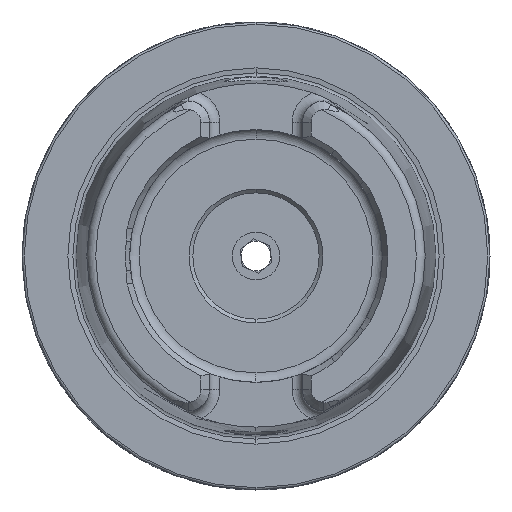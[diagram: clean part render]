
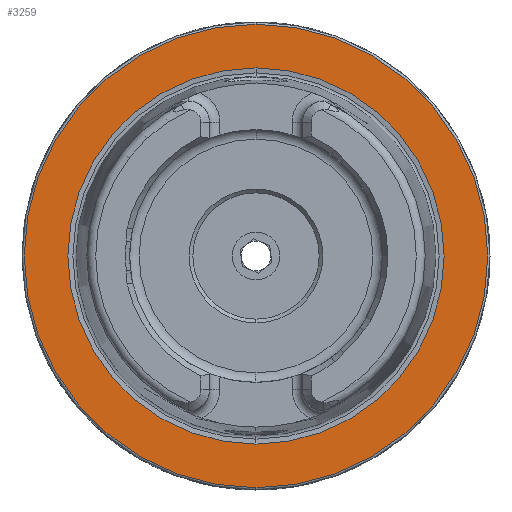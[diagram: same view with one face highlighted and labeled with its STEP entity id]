
A CAD part, left-side view. The second image highlights one B-rep face of the part: STEP entity #3259.
In plain terms, the highlighted planar face has unit normal (-1, 0, 0).
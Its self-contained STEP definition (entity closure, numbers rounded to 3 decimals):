
#460 = CIRCLE ( 'NONE', #463, 31.2 ) ;
#463 = AXIS2_PLACEMENT_3D ( 'NONE', #7028, #7029, #7030 ) ;
#1946 = EDGE_CURVE ( 'NONE', #5637, #5642, #2858, .T. ) ;
#2683 = EDGE_LOOP ( 'NONE', ( #8663, #8664 ) ) ;
#2684 = EDGE_LOOP ( 'NONE', ( #8661, #8662 ) ) ;
#2858 = CIRCLE ( 'NONE', #2865, 25.324 ) ;
#2865 = AXIS2_PLACEMENT_3D ( 'NONE', #4879, #4880, #4881 ) ;
#3259 = ADVANCED_FACE ( 'NONE', ( #6553, #6556 ), #6557, .F. ) ;
#4073 = EDGE_CURVE ( 'NONE', #5645, #5644, #4585, .T. ) ;
#4074 = EDGE_CURVE ( 'NONE', #5642, #5637, #4584, .T. ) ;
#4578 = AXIS2_PLACEMENT_3D ( 'NONE', #5354, #5355, #5356 ) ;
#4584 = CIRCLE ( 'NONE', #4587, 25.324 ) ;
#4585 = CIRCLE ( 'NONE', #4578, 31.2 ) ;
#4587 = AXIS2_PLACEMENT_3D ( 'NONE', #5357, #5358, #5359 ) ;
#4879 = CARTESIAN_POINT ( 'NONE',  ( 0., 0., 0. ) ) ;
#4880 = DIRECTION ( 'NONE',  ( -1., 0., 0. ) ) ;
#4881 = DIRECTION ( 'NONE',  ( 0., 0., 1. ) ) ;
#5354 = CARTESIAN_POINT ( 'NONE',  ( 0., 0., 0. ) ) ;
#5355 = DIRECTION ( 'NONE',  ( -1., 0., 0. ) ) ;
#5356 = DIRECTION ( 'NONE',  ( 0., 0., 1. ) ) ;
#5357 = CARTESIAN_POINT ( 'NONE',  ( 0., 0., 0. ) ) ;
#5358 = DIRECTION ( 'NONE',  ( -1., 0., 0. ) ) ;
#5359 = DIRECTION ( 'NONE',  ( 0., 0., 1. ) ) ;
#5516 = CARTESIAN_POINT ( 'NONE',  ( 0., 0., -25.324 ) ) ;
#5521 = CARTESIAN_POINT ( 'NONE',  ( 0., 0., 25.324 ) ) ;
#5523 = CARTESIAN_POINT ( 'NONE',  ( 0., 0., 31.2 ) ) ;
#5524 = CARTESIAN_POINT ( 'NONE',  ( 0., 0., -31.2 ) ) ;
#5637 = VERTEX_POINT ( 'NONE', #5516 ) ;
#5642 = VERTEX_POINT ( 'NONE', #5521 ) ;
#5644 = VERTEX_POINT ( 'NONE', #5523 ) ;
#5645 = VERTEX_POINT ( 'NONE', #5524 ) ;
#5719 = AXIS2_PLACEMENT_3D ( 'NONE', #6552, #6559, #6560 ) ;
#6552 = CARTESIAN_POINT ( 'NONE',  ( 0., 31.2, 0. ) ) ;
#6553 = FACE_BOUND ( 'NONE', #2684, .T. ) ;
#6556 = FACE_OUTER_BOUND ( 'NONE', #2683, .T. ) ;
#6557 = PLANE ( 'NONE',  #5719 ) ;
#6559 = DIRECTION ( 'NONE',  ( 1., 0., 0. ) ) ;
#6560 = DIRECTION ( 'NONE',  ( 0., 0., -1. ) ) ;
#7028 = CARTESIAN_POINT ( 'NONE',  ( 0., 0., 0. ) ) ;
#7029 = DIRECTION ( 'NONE',  ( -1., 0., 0. ) ) ;
#7030 = DIRECTION ( 'NONE',  ( 0., 0., 1. ) ) ;
#8661 = ORIENTED_EDGE ( 'NONE', *, *, #4074, .F. ) ;
#8662 = ORIENTED_EDGE ( 'NONE', *, *, #1946, .F. ) ;
#8663 = ORIENTED_EDGE ( 'NONE', *, *, #9804, .T. ) ;
#8664 = ORIENTED_EDGE ( 'NONE', *, *, #4073, .T. ) ;
#9804 = EDGE_CURVE ( 'NONE', #5644, #5645, #460, .T. ) ;
